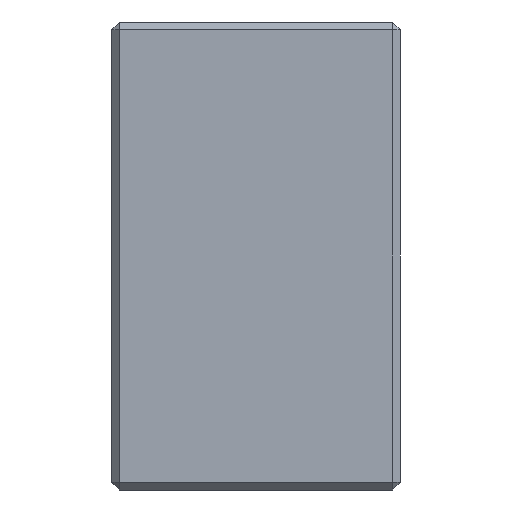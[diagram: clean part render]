
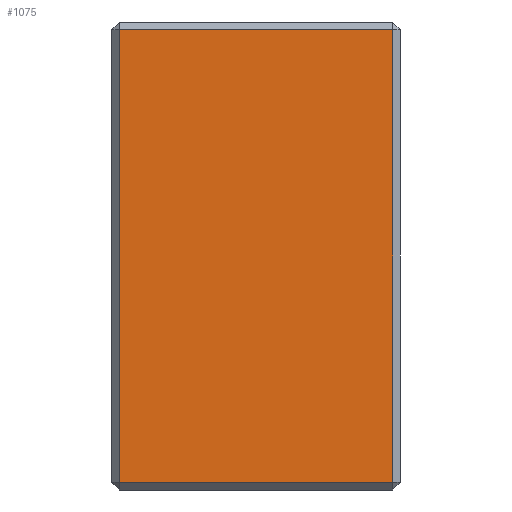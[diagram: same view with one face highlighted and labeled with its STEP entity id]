
A CAD part, left-side view. The second image highlights one B-rep face of the part: STEP entity #1075.
In plain terms, the highlighted planar face has unit normal (-1, 0, 0).
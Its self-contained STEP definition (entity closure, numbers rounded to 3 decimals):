
#21=FACE_OUTER_BOUND('',#94,.T.);
#94=EDGE_LOOP('',(#725,#726,#727,#728));
#189=LINE('',#1589,#340);
#190=LINE('',#1591,#341);
#191=LINE('',#1593,#342);
#192=LINE('',#1594,#343);
#340=VECTOR('',#1270,1000.);
#341=VECTOR('',#1271,1000.);
#342=VECTOR('',#1272,1000.);
#343=VECTOR('',#1273,1000.);
#490=VERTEX_POINT('',#1587);
#491=VERTEX_POINT('',#1588);
#492=VERTEX_POINT('',#1590);
#493=VERTEX_POINT('',#1592);
#573=EDGE_CURVE('',#490,#491,#189,.T.);
#574=EDGE_CURVE('',#491,#492,#190,.T.);
#575=EDGE_CURVE('',#492,#493,#191,.T.);
#576=EDGE_CURVE('',#493,#490,#192,.T.);
#725=ORIENTED_EDGE('',*,*,#573,.T.);
#726=ORIENTED_EDGE('',*,*,#574,.T.);
#727=ORIENTED_EDGE('',*,*,#575,.T.);
#728=ORIENTED_EDGE('',*,*,#576,.T.);
#1003=PLANE('',#1161);
#1075=ADVANCED_FACE('',(#21),#1003,.F.);
#1161=AXIS2_PLACEMENT_3D('',#1586,#1268,#1269);
#1268=DIRECTION('center_axis',(1.,0.,0.));
#1269=DIRECTION('ref_axis',(0.,0.,-1.));
#1270=DIRECTION('',(0.,0.,-1.));
#1271=DIRECTION('',(0.,-1.,0.));
#1272=DIRECTION('',(0.,0.,1.));
#1273=DIRECTION('',(0.,1.,0.));
#1586=CARTESIAN_POINT('Origin',(-20.,0.,15.));
#1587=CARTESIAN_POINT('',(-20.,18.,14.5));
#1588=CARTESIAN_POINT('',(-20.,18.,-14.5));
#1589=CARTESIAN_POINT('',(-20.,18.,15.));
#1590=CARTESIAN_POINT('',(-20.,0.5,-14.5));
#1591=CARTESIAN_POINT('',(-20.,0.,-14.5));
#1592=CARTESIAN_POINT('',(-20.,0.5,14.5));
#1593=CARTESIAN_POINT('',(-20.,0.5,15.));
#1594=CARTESIAN_POINT('',(-20.,18.5,14.5));
